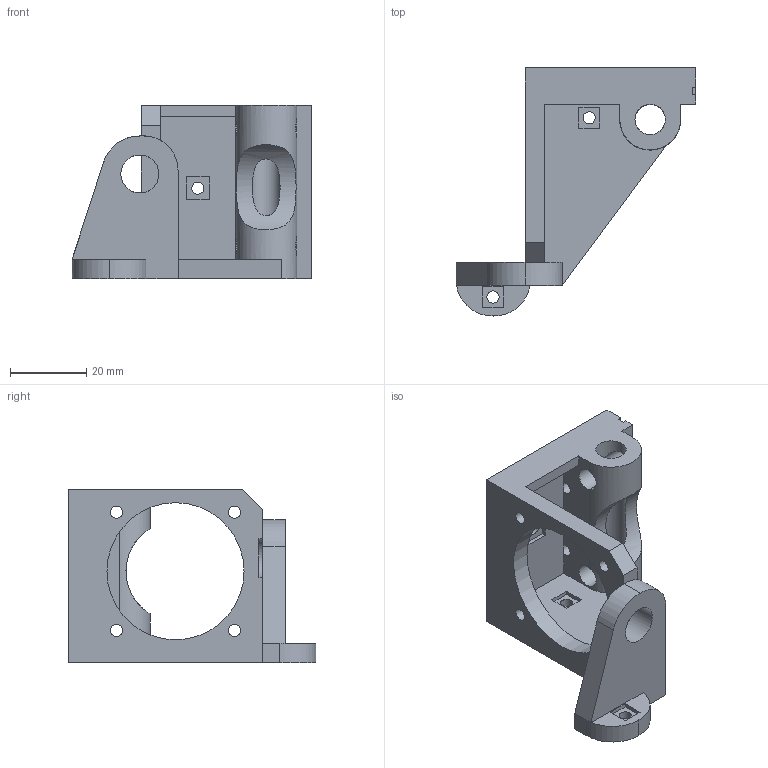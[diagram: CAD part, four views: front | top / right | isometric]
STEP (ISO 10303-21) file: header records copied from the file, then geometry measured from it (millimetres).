
FILE_DESCRIPTION(/* description */ (''),/* implementation_level */ '2;1');
FILE_NAME(/* name */ 'xy_motor_carrier_right.step',/* time_stamp */ '2016-03-01T13:27:03+01:00',/* author */ (''),/* organization */ (''),/* preprocessor_version */ 'ST-DEVELOPER v16.2',/* originating_system */ 'Autodesk Translation Framework v4.3.0.3010',/* authorisation */ '');
FILE_SCHEMA (('AP203_CONFIGURATION_CONTROLLED_3D_DESIGN_OF_MECHANICAL_PARTS_AND_ASSEMBLIES_MIM_LF { 1 0 10303 203 3 1 4 }','AUTOMOTIVE_DESIGN { 1 0 10303 214 3 1 1 }'));
Length unit declared in the file: centimetre
Products named in the file (1): xy_motor_carrier_right v5
Bounding box: 62.96 x 65.02 x 45.5 mm (x, y, z)
Volume: 31950.6 mm3; surface area: 15843.4 mm2
Topology: 1 solids, 1 shells, 79 faces, 237 edges, 157 vertices
Faces by surface type: plane 55, cylinder 24
Full cylindrical faces by diameter (mm): 3.2 x11, 6 x4, 8 x1, 10 x1, 36 x1
Entity records: 3428 total; most frequent: CARTESIAN_POINT 1320, ORIENTED_EDGE 412, DIRECTION 403, EDGE_CURVE 206, VERTEX_POINT 146, LINE 145, VECTOR 145, EDGE_LOOP 134
